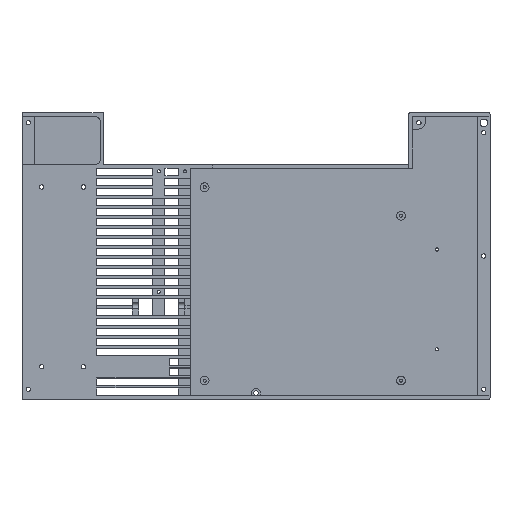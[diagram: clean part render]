
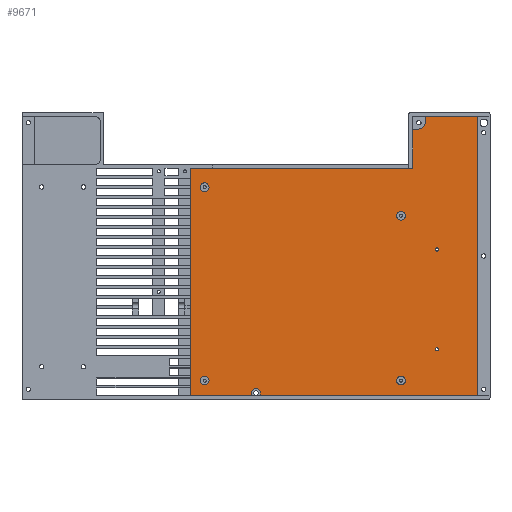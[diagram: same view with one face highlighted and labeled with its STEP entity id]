
A CAD part, top view. The second image highlights one B-rep face of the part: STEP entity #9671.
In plain terms, the highlighted planar face has unit normal (0, 0, 1).
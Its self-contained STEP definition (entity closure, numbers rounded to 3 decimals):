
#3652 = VERTEX_POINT('',#3653);
#3653 = CARTESIAN_POINT('',(365.,3.,1.5));
#3659 = EDGE_CURVE('',#3660,#3652,#3662,.T.);
#3660 = VERTEX_POINT('',#3661);
#3661 = CARTESIAN_POINT('',(191.,3.,1.5));
#3662 = LINE('',#3663,#3664);
#3663 = CARTESIAN_POINT('',(282.016,3.,1.5));
#3664 = VECTOR('',#3665,1.);
#3665 = DIRECTION('',(1.,0.,0.));
#3684 = VERTEX_POINT('',#3685);
#3685 = CARTESIAN_POINT('',(184.009,3.,1.5));
#3691 = EDGE_CURVE('',#3692,#3684,#3694,.T.);
#3692 = VERTEX_POINT('',#3693);
#3693 = CARTESIAN_POINT('',(135.,3.,1.5));
#3694 = LINE('',#3695,#3696);
#3695 = CARTESIAN_POINT('',(282.016,3.,1.5));
#3696 = VECTOR('',#3697,1.);
#3697 = DIRECTION('',(1.,0.,0.));
#3902 = VERTEX_POINT('',#3903);
#3903 = CARTESIAN_POINT('',(333.75,40.,1.5));
#3909 = EDGE_CURVE('',#3902,#3902,#3910,.T.);
#3910 = CIRCLE('',#3911,1.25);
#3911 = AXIS2_PLACEMENT_3D('',#3912,#3913,#3914);
#3912 = CARTESIAN_POINT('',(332.5,40.,1.5));
#3913 = DIRECTION('',(0.,0.,1.));
#3914 = DIRECTION('',(1.,0.,0.));
#3952 = VERTEX_POINT('',#3953);
#3953 = CARTESIAN_POINT('',(333.75,120.,1.5));
#3959 = EDGE_CURVE('',#3952,#3952,#3960,.T.);
#3960 = CIRCLE('',#3961,1.25);
#3961 = AXIS2_PLACEMENT_3D('',#3962,#3963,#3964);
#3962 = CARTESIAN_POINT('',(332.5,120.,1.5));
#3963 = DIRECTION('',(0.,0.,1.));
#3964 = DIRECTION('',(1.,0.,0.));
#4172 = VERTEX_POINT('',#4173);
#4173 = CARTESIAN_POINT('',(135.,185.,1.5));
#4181 = EDGE_CURVE('',#4172,#4182,#4184,.T.);
#4182 = VERTEX_POINT('',#4183);
#4183 = CARTESIAN_POINT('',(313.,185.,1.5));
#4184 = LINE('',#4185,#4186);
#4185 = CARTESIAN_POINT('',(251.016,185.,1.5));
#4186 = VECTOR('',#4187,1.);
#4187 = DIRECTION('',(1.,0.,0.));
#7970 = EDGE_CURVE('',#4172,#3692,#7971,.T.);
#7971 = LINE('',#7972,#7973);
#7972 = CARTESIAN_POINT('',(135.,58.285,1.5));
#7973 = VECTOR('',#7974,1.);
#7974 = DIRECTION('',(0.,-1.,0.));
#9671 = ADVANCED_FACE('',(#9672,#9748,#9759,#9770,#9773,#9784,#9787),
  #9798,.T.);
#9672 = FACE_BOUND('',#9673,.T.);
#9673 = EDGE_LOOP('',(#9674,#9675,#9676,#9677,#9685,#9694,#9700,#9701,
    #9709,#9717,#9725,#9734,#9742));
#9674 = ORIENTED_EDGE('',*,*,#4181,.F.);
#9675 = ORIENTED_EDGE('',*,*,#7970,.T.);
#9676 = ORIENTED_EDGE('',*,*,#3691,.T.);
#9677 = ORIENTED_EDGE('',*,*,#9678,.T.);
#9678 = EDGE_CURVE('',#3684,#9679,#9681,.T.);
#9679 = VERTEX_POINT('',#9680);
#9680 = CARTESIAN_POINT('',(184.,4.984,1.5));
#9681 = LINE('',#9682,#9683);
#9682 = CARTESIAN_POINT('',(183.756,59.265,1.5));
#9683 = VECTOR('',#9684,1.);
#9684 = DIRECTION('',(-0.004,1.,0.));
#9685 = ORIENTED_EDGE('',*,*,#9686,.T.);
#9686 = EDGE_CURVE('',#9679,#9687,#9689,.T.);
#9687 = VERTEX_POINT('',#9688);
#9688 = CARTESIAN_POINT('',(191.,5.,1.5));
#9689 = CIRCLE('',#9690,3.5);
#9690 = AXIS2_PLACEMENT_3D('',#9691,#9692,#9693);
#9691 = CARTESIAN_POINT('',(187.5,5.,1.5));
#9692 = DIRECTION('',(0.,0.,-1.));
#9693 = DIRECTION('',(1.,0.,0.));
#9694 = ORIENTED_EDGE('',*,*,#9695,.F.);
#9695 = EDGE_CURVE('',#3660,#9687,#9696,.T.);
#9696 = LINE('',#9697,#9698);
#9697 = CARTESIAN_POINT('',(191.,59.285,1.5));
#9698 = VECTOR('',#9699,1.);
#9699 = DIRECTION('',(0.,1.,0.));
#9700 = ORIENTED_EDGE('',*,*,#3659,.T.);
#9701 = ORIENTED_EDGE('',*,*,#9702,.T.);
#9702 = EDGE_CURVE('',#3652,#9703,#9705,.T.);
#9703 = VERTEX_POINT('',#9704);
#9704 = CARTESIAN_POINT('',(365.,226.5,1.5));
#9705 = LINE('',#9706,#9707);
#9706 = CARTESIAN_POINT('',(365.,171.535,1.5));
#9707 = VECTOR('',#9708,1.);
#9708 = DIRECTION('',(0.,1.,0.));
#9709 = ORIENTED_EDGE('',*,*,#9710,.F.);
#9710 = EDGE_CURVE('',#9711,#9703,#9713,.T.);
#9711 = VERTEX_POINT('',#9712);
#9712 = CARTESIAN_POINT('',(323.,226.5,1.5));
#9713 = LINE('',#9714,#9715);
#9714 = CARTESIAN_POINT('',(282.016,226.5,1.5));
#9715 = VECTOR('',#9716,1.);
#9716 = DIRECTION('',(1.,0.,0.));
#9717 = ORIENTED_EDGE('',*,*,#9718,.T.);
#9718 = EDGE_CURVE('',#9711,#9719,#9721,.T.);
#9719 = VERTEX_POINT('',#9720);
#9720 = CARTESIAN_POINT('',(323.,221.5,1.5));
#9721 = LINE('',#9722,#9723);
#9722 = CARTESIAN_POINT('',(323.,167.535,1.5));
#9723 = VECTOR('',#9724,1.);
#9724 = DIRECTION('',(0.,-1.,0.));
#9725 = ORIENTED_EDGE('',*,*,#9726,.T.);
#9726 = EDGE_CURVE('',#9719,#9727,#9729,.T.);
#9727 = VERTEX_POINT('',#9728);
#9728 = CARTESIAN_POINT('',(318.,216.5,1.5));
#9729 = CIRCLE('',#9730,5.);
#9730 = AXIS2_PLACEMENT_3D('',#9731,#9732,#9733);
#9731 = CARTESIAN_POINT('',(318.,221.5,1.5));
#9732 = DIRECTION('',(0.,0.,-1.));
#9733 = DIRECTION('',(1.,0.,0.));
#9734 = ORIENTED_EDGE('',*,*,#9735,.T.);
#9735 = EDGE_CURVE('',#9727,#9736,#9738,.T.);
#9736 = VERTEX_POINT('',#9737);
#9737 = CARTESIAN_POINT('',(313.,216.5,1.5));
#9738 = LINE('',#9739,#9740);
#9739 = CARTESIAN_POINT('',(251.016,216.5,1.5));
#9740 = VECTOR('',#9741,1.);
#9741 = DIRECTION('',(-1.,0.,0.));
#9742 = ORIENTED_EDGE('',*,*,#9743,.F.);
#9743 = EDGE_CURVE('',#4182,#9736,#9744,.T.);
#9744 = LINE('',#9745,#9746);
#9745 = CARTESIAN_POINT('',(313.,170.035,1.5));
#9746 = VECTOR('',#9747,1.);
#9747 = DIRECTION('',(0.,1.,0.));
#9748 = FACE_BOUND('',#9749,.T.);
#9749 = EDGE_LOOP('',(#9750));
#9750 = ORIENTED_EDGE('',*,*,#9751,.T.);
#9751 = EDGE_CURVE('',#9752,#9752,#9754,.T.);
#9752 = VERTEX_POINT('',#9753);
#9753 = CARTESIAN_POINT('',(149.85,14.9,1.5));
#9754 = CIRCLE('',#9755,3.5);
#9755 = AXIS2_PLACEMENT_3D('',#9756,#9757,#9758);
#9756 = CARTESIAN_POINT('',(146.35,14.9,1.5));
#9757 = DIRECTION('',(0.,0.,-1.));
#9758 = DIRECTION('',(1.,0.,0.));
#9759 = FACE_BOUND('',#9760,.T.);
#9760 = EDGE_LOOP('',(#9761));
#9761 = ORIENTED_EDGE('',*,*,#9762,.T.);
#9762 = EDGE_CURVE('',#9763,#9763,#9765,.T.);
#9763 = VERTEX_POINT('',#9764);
#9764 = CARTESIAN_POINT('',(307.15,14.9,1.5));
#9765 = CIRCLE('',#9766,3.5);
#9766 = AXIS2_PLACEMENT_3D('',#9767,#9768,#9769);
#9767 = CARTESIAN_POINT('',(303.65,14.9,1.5));
#9768 = DIRECTION('',(0.,0.,-1.));
#9769 = DIRECTION('',(1.,0.,0.));
#9770 = FACE_BOUND('',#9771,.T.);
#9771 = EDGE_LOOP('',(#9772));
#9772 = ORIENTED_EDGE('',*,*,#3909,.F.);
#9773 = FACE_BOUND('',#9774,.T.);
#9774 = EDGE_LOOP('',(#9775));
#9775 = ORIENTED_EDGE('',*,*,#9776,.T.);
#9776 = EDGE_CURVE('',#9777,#9777,#9779,.T.);
#9777 = VERTEX_POINT('',#9778);
#9778 = CARTESIAN_POINT('',(149.85,169.84,1.5));
#9779 = CIRCLE('',#9780,3.5);
#9780 = AXIS2_PLACEMENT_3D('',#9781,#9782,#9783);
#9781 = CARTESIAN_POINT('',(146.35,169.84,1.5));
#9782 = DIRECTION('',(0.,0.,-1.));
#9783 = DIRECTION('',(1.,0.,0.));
#9784 = FACE_BOUND('',#9785,.T.);
#9785 = EDGE_LOOP('',(#9786));
#9786 = ORIENTED_EDGE('',*,*,#3959,.F.);
#9787 = FACE_BOUND('',#9788,.T.);
#9788 = EDGE_LOOP('',(#9789));
#9789 = ORIENTED_EDGE('',*,*,#9790,.T.);
#9790 = EDGE_CURVE('',#9791,#9791,#9793,.T.);
#9791 = VERTEX_POINT('',#9792);
#9792 = CARTESIAN_POINT('',(307.15,146.98,1.5));
#9793 = CIRCLE('',#9794,3.5);
#9794 = AXIS2_PLACEMENT_3D('',#9795,#9796,#9797);
#9795 = CARTESIAN_POINT('',(303.65,146.98,1.5));
#9796 = DIRECTION('',(0.,0.,-1.));
#9797 = DIRECTION('',(1.,0.,0.));
#9798 = PLANE('',#9799);
#9799 = AXIS2_PLACEMENT_3D('',#9800,#9801,#9802);
#9800 = CARTESIAN_POINT('',(189.032,113.571,1.5));
#9801 = DIRECTION('',(0.,0.,1.));
#9802 = DIRECTION('',(1.,0.,0.));
